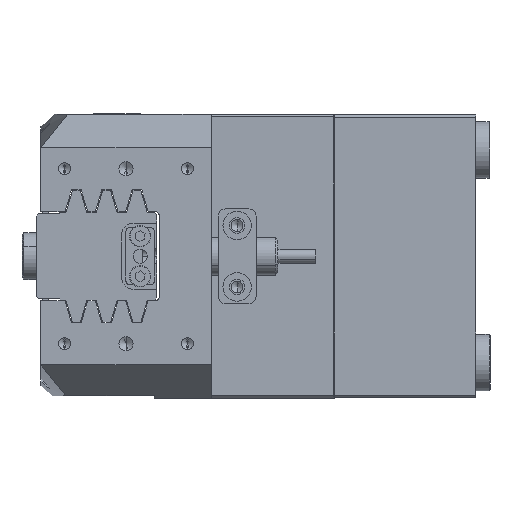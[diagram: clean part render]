
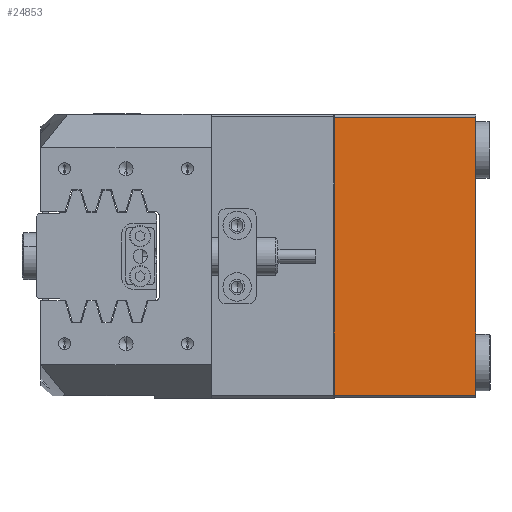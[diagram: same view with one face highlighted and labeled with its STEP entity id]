
A CAD part, left-side view. The second image highlights one B-rep face of the part: STEP entity #24853.
In plain terms, the highlighted planar face has unit normal (-1, 0, 0).
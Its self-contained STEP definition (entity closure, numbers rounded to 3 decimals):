
#1031 = VECTOR ( 'NONE', #5412, 1000. ) ;
#1428 = ORIENTED_EDGE ( 'NONE', *, *, #15851, .T. ) ;
#1610 = LINE ( 'NONE', #23947, #21509 ) ;
#1693 = LINE ( 'NONE', #32934, #17688 ) ;
#3430 = VECTOR ( 'NONE', #33266, 1000. ) ;
#4498 = PLANE ( 'NONE',  #29018 ) ;
#5412 = DIRECTION ( 'NONE',  ( 0., 1., 0. ) ) ;
#5791 = CARTESIAN_POINT ( 'NONE',  ( -50.5, -29.4, -30. ) ) ;
#6461 = ORIENTED_EDGE ( 'NONE', *, *, #25629, .F. ) ;
#7843 = CARTESIAN_POINT ( 'NONE',  ( -50.5, 29.4, -30. ) ) ;
#9990 = CARTESIAN_POINT ( 'NONE',  ( -50.5, -29.4, 0. ) ) ;
#10982 = VERTEX_POINT ( 'NONE', #9990 ) ;
#11904 = DIRECTION ( 'NONE',  ( 0., 1., 0. ) ) ;
#12193 = VERTEX_POINT ( 'NONE', #7843 ) ;
#12287 = CARTESIAN_POINT ( 'NONE',  ( -50.5, 29.4, 0. ) ) ;
#13362 = FACE_OUTER_BOUND ( 'NONE', #34699, .T. ) ;
#14334 = DIRECTION ( 'NONE',  ( 0., 0., 1. ) ) ;
#15851 = EDGE_CURVE ( 'NONE', #31820, #10982, #1693, .T. ) ;
#17635 = CARTESIAN_POINT ( 'NONE',  ( -50.5, 29.4, -30. ) ) ;
#17688 = VECTOR ( 'NONE', #14334, 1000. ) ;
#18347 = VERTEX_POINT ( 'NONE', #12287 ) ;
#19643 = CARTESIAN_POINT ( 'NONE',  ( -50.5, 29.9, -30. ) ) ;
#20785 = EDGE_CURVE ( 'NONE', #18347, #12193, #28171, .T. ) ;
#21509 = VECTOR ( 'NONE', #11904, 1000. ) ;
#23192 = ORIENTED_EDGE ( 'NONE', *, *, #28680, .T. ) ;
#23947 = CARTESIAN_POINT ( 'NONE',  ( -50.5, 29.9, -30. ) ) ;
#24853 = ADVANCED_FACE ( 'NONE', ( #13362 ), #4498, .F. ) ;
#25629 = EDGE_CURVE ( 'NONE', #31820, #12193, #1610, .T. ) ;
#28171 = LINE ( 'NONE', #17635, #3430 ) ;
#28680 = EDGE_CURVE ( 'NONE', #10982, #18347, #31650, .T. ) ;
#29018 = AXIS2_PLACEMENT_3D ( 'NONE', #19643, #38105, #35541 ) ;
#31650 = LINE ( 'NONE', #36312, #1031 ) ;
#31820 = VERTEX_POINT ( 'NONE', #5791 ) ;
#32064 = ORIENTED_EDGE ( 'NONE', *, *, #20785, .T. ) ;
#32934 = CARTESIAN_POINT ( 'NONE',  ( -50.5, -29.4, -30. ) ) ;
#33266 = DIRECTION ( 'NONE',  ( 0., 0., -1. ) ) ;
#34699 = EDGE_LOOP ( 'NONE', ( #23192, #32064, #6461, #1428 ) ) ;
#35541 = DIRECTION ( 'NONE',  ( 0., 1., 0. ) ) ;
#36312 = CARTESIAN_POINT ( 'NONE',  ( -50.5, 29.9, 0. ) ) ;
#38105 = DIRECTION ( 'NONE',  ( 1., 0., 0. ) ) ;
